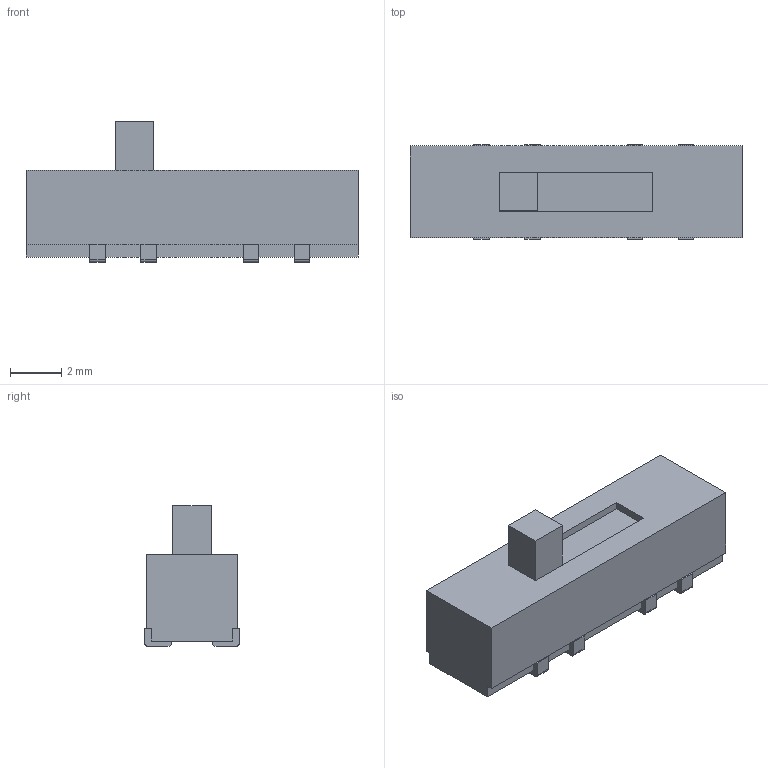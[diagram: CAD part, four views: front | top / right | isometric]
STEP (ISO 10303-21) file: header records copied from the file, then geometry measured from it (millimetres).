
FILE_DESCRIPTION( ( '' ), ' ' );
FILE_NAME( '5ef2c4837abb6811805fc6e5.step', '2020-06-24T03:12:03', ( '' ), ( '' ), ' ', ' ', ' ' );
FILE_SCHEMA( ( 'AUTOMOTIVE_DESIGN { 1 0 10303 214 1 1 1 1 }' ) );
Length unit declared in the file: metre
Products named in the file (10): Part 9; Part 8; Part 7; Part 10; Part 6; Part 5; Part 4; Part 3; Part 2; Part 1
Bounding box: 13 x 3.7 x 5.5 mm (x, y, z)
Volume: 162.3 mm3; surface area: 256.4 mm2
Topology: 10 solids, 10 shells, 85 faces, 192 edges, 128 vertices
Faces by surface type: plane 69, cylinder 16
Entity records: 3144 total; most frequent: CARTESIAN_POINT 415, DIRECTION 414, ORIENTED_EDGE 384, EDGE_CURVE 192, LINE 160, VECTOR 160, VERTEX_POINT 128, AXIS2_PLACEMENT_3D 127
